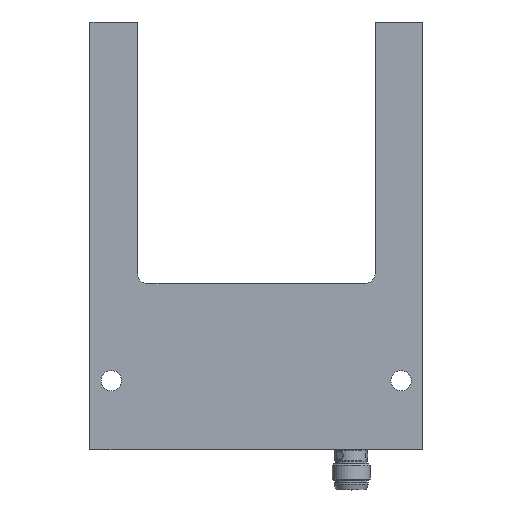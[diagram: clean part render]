
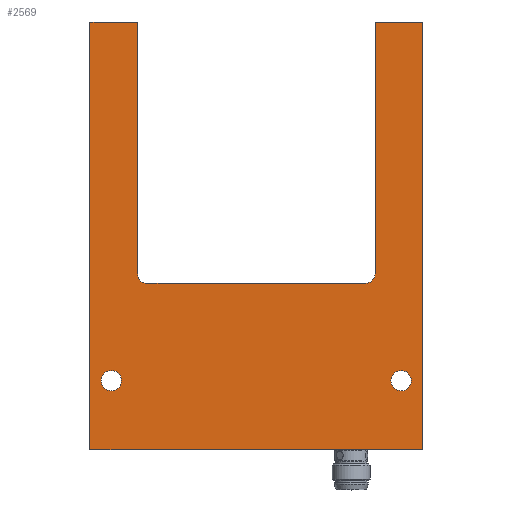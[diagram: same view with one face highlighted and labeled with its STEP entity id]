
A CAD part, top view. The second image highlights one B-rep face of the part: STEP entity #2569.
In plain terms, the highlighted planar face has unit normal (0, 0, 1).
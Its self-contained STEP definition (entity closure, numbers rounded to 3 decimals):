
#71=FACE_BOUND('',#952,.T.);
#72=FACE_BOUND('',#953,.T.);
#346=LINE('',#4373,#476);
#350=LINE('',#4386,#480);
#351=LINE('',#4389,#481);
#352=LINE('',#4391,#482);
#353=LINE('',#4393,#483);
#354=LINE('',#4395,#484);
#355=LINE('',#4397,#485);
#356=LINE('',#4398,#486);
#476=VECTOR('',#3418,53.);
#480=VECTOR('',#3432,46.);
#481=VECTOR('',#3435,53.);
#482=VECTOR('',#3436,10.);
#483=VECTOR('',#3437,90.);
#484=VECTOR('',#3438,70.);
#485=VECTOR('',#3439,90.);
#486=VECTOR('',#3440,10.);
#564=PLANE('',#2836);
#707=FACE_OUTER_BOUND('',#951,.T.);
#951=EDGE_LOOP('',(#2123,#2124,#2125,#2126,#2127,#2128,#2129,#2130,#2131,
#2132));
#952=EDGE_LOOP('',(#2133));
#953=EDGE_LOOP('',(#2134));
#1151=CIRCLE('',#2829,2.);
#1154=CIRCLE('',#2834,2.);
#1155=CIRCLE('',#2837,2.15);
#1156=CIRCLE('',#2838,2.15);
#1393=VERTEX_POINT('',#4366);
#1394=VERTEX_POINT('',#4367);
#1395=VERTEX_POINT('',#4372);
#1398=VERTEX_POINT('',#4380);
#1399=VERTEX_POINT('',#4381);
#1400=VERTEX_POINT('',#4388);
#1401=VERTEX_POINT('',#4390);
#1402=VERTEX_POINT('',#4392);
#1403=VERTEX_POINT('',#4394);
#1404=VERTEX_POINT('',#4396);
#1405=VERTEX_POINT('',#4399);
#1406=VERTEX_POINT('',#4401);
#1654=EDGE_CURVE('',#1393,#1394,#1151,.T.);
#1657=EDGE_CURVE('',#1395,#1394,#346,.T.);
#1661=EDGE_CURVE('',#1398,#1399,#1154,.T.);
#1664=EDGE_CURVE('',#1393,#1399,#350,.T.);
#1665=EDGE_CURVE('',#1398,#1400,#351,.T.);
#1666=EDGE_CURVE('',#1400,#1401,#352,.T.);
#1667=EDGE_CURVE('',#1401,#1402,#353,.T.);
#1668=EDGE_CURVE('',#1402,#1403,#354,.T.);
#1669=EDGE_CURVE('',#1403,#1404,#355,.T.);
#1670=EDGE_CURVE('',#1404,#1395,#356,.T.);
#1671=EDGE_CURVE('',#1405,#1405,#1155,.T.);
#1672=EDGE_CURVE('',#1406,#1406,#1156,.T.);
#2123=ORIENTED_EDGE('',*,*,#1665,.T.);
#2124=ORIENTED_EDGE('',*,*,#1666,.T.);
#2125=ORIENTED_EDGE('',*,*,#1667,.T.);
#2126=ORIENTED_EDGE('',*,*,#1668,.T.);
#2127=ORIENTED_EDGE('',*,*,#1669,.T.);
#2128=ORIENTED_EDGE('',*,*,#1670,.T.);
#2129=ORIENTED_EDGE('',*,*,#1657,.T.);
#2130=ORIENTED_EDGE('',*,*,#1654,.F.);
#2131=ORIENTED_EDGE('',*,*,#1664,.T.);
#2132=ORIENTED_EDGE('',*,*,#1661,.F.);
#2133=ORIENTED_EDGE('',*,*,#1671,.T.);
#2134=ORIENTED_EDGE('',*,*,#1672,.T.);
#2569=ADVANCED_FACE('',(#707,#71,#72),#564,.T.);
#2829=AXIS2_PLACEMENT_3D('',#4368,#3412,#3413);
#2834=AXIS2_PLACEMENT_3D('',#4382,#3426,#3427);
#2836=AXIS2_PLACEMENT_3D('',#4387,#3433,#3434);
#2837=AXIS2_PLACEMENT_3D('',#4400,#3441,#3442);
#2838=AXIS2_PLACEMENT_3D('',#4402,#3443,#3444);
#3412=DIRECTION('center_axis',(0.,0.,1.));
#3413=DIRECTION('ref_axis',(0.707,-0.707,0.));
#3418=DIRECTION('',(0.,-1.,0.));
#3426=DIRECTION('center_axis',(0.,0.,1.));
#3427=DIRECTION('ref_axis',(-0.707,-0.707,0.));
#3432=DIRECTION('',(-1.,0.,0.));
#3433=DIRECTION('center_axis',(0.,0.,1.));
#3434=DIRECTION('ref_axis',(1.,0.,0.));
#3435=DIRECTION('',(0.,1.,0.));
#3436=DIRECTION('',(-1.,0.,0.));
#3437=DIRECTION('',(0.,-1.,0.));
#3438=DIRECTION('',(1.,0.,0.));
#3439=DIRECTION('',(0.,1.,0.));
#3440=DIRECTION('',(-1.,0.,0.));
#3441=DIRECTION('center_axis',(0.,0.,-1.));
#3442=DIRECTION('ref_axis',(1.,0.,0.));
#3443=DIRECTION('center_axis',(0.,0.,-1.));
#3444=DIRECTION('ref_axis',(1.,0.,0.));
#4366=CARTESIAN_POINT('',(29.465,-11.616,5.));
#4367=CARTESIAN_POINT('',(31.465,-9.616,5.));
#4368=CARTESIAN_POINT('Origin',(29.465,-9.616,5.));
#4372=CARTESIAN_POINT('',(31.465,43.384,5.));
#4373=CARTESIAN_POINT('',(31.465,20.884,5.));
#4380=CARTESIAN_POINT('',(-18.535,-9.616,5.));
#4381=CARTESIAN_POINT('',(-16.535,-11.616,5.));
#4382=CARTESIAN_POINT('Origin',(-16.535,-9.616,5.));
#4386=CARTESIAN_POINT('',(18.965,-11.616,5.));
#4387=CARTESIAN_POINT('Origin',(6.465,-1.616,5.));
#4388=CARTESIAN_POINT('',(-18.535,43.384,5.));
#4389=CARTESIAN_POINT('',(-18.535,-6.616,5.));
#4390=CARTESIAN_POINT('',(-28.535,43.384,5.));
#4391=CARTESIAN_POINT('',(41.465,43.384,5.));
#4392=CARTESIAN_POINT('',(-28.535,-46.616,5.));
#4393=CARTESIAN_POINT('',(-28.535,43.384,5.));
#4394=CARTESIAN_POINT('',(41.465,-46.616,5.));
#4395=CARTESIAN_POINT('',(-28.535,-46.616,5.));
#4396=CARTESIAN_POINT('',(41.465,43.384,5.));
#4397=CARTESIAN_POINT('',(41.465,-46.616,5.));
#4398=CARTESIAN_POINT('',(41.465,43.384,5.));
#4399=CARTESIAN_POINT('',(-21.885,-32.116,5.));
#4400=CARTESIAN_POINT('Origin',(-24.035,-32.116,5.));
#4401=CARTESIAN_POINT('',(39.115,-32.116,5.));
#4402=CARTESIAN_POINT('Origin',(36.965,-32.116,5.));
